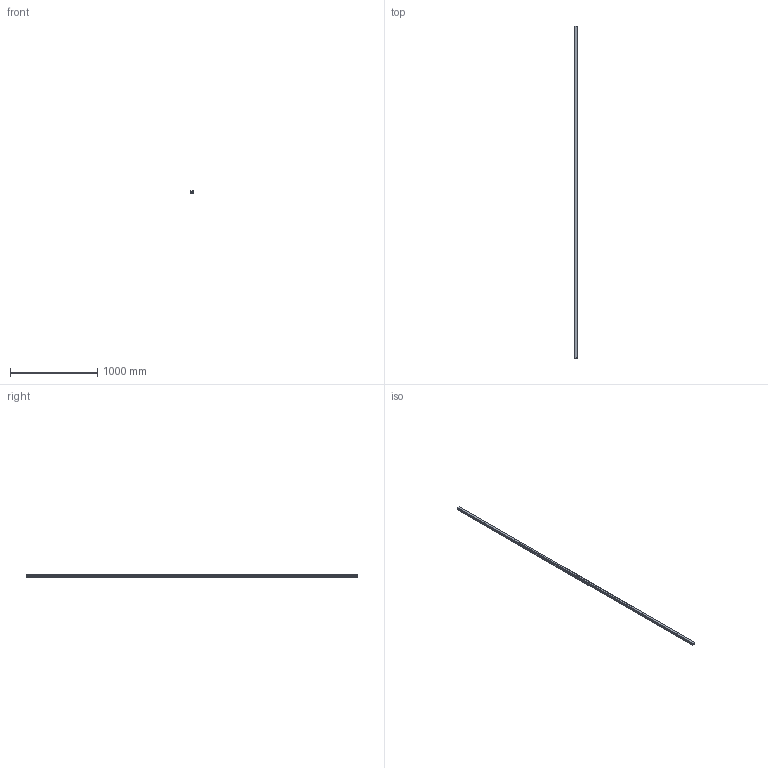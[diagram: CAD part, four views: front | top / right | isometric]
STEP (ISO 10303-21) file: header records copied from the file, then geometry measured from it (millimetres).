
FILE_DESCRIPTION(('STEP AP214'),'1');
FILE_NAME('cctmp_94A4EC86-104B-4EDB-B9DD-EA233469B3BA_2021_01_27_12_15_01_0358..stp','2021-01-27T11:15:01',('HIWIN GmbH'),('CADClick - www.CADClick.com'),'Spatial InterOp 3D',' ','unknown authorization');
FILE_SCHEMA(('AUTOMOTIVE_DESIGN'));
Length unit declared in the file: millimetre
Products named in the file (1): HGR35T3810C_FILE
Bounding box: 34 x 3810 x 29 mm (x, y, z)
Volume: 3213382 mm3; surface area: 515762.1 mm2
Topology: 1 solids, 1 shells, 307 faces, 807 edges, 458 vertices
Faces by surface type: cylinder 118, cone 96, plane 93
Entity records: 11177 total; most frequent: DIRECTION 1563, CARTESIAN_POINT 1477, ORIENTED_EDGE 1422, EDGE_CURVE 711, AXIS2_PLACEMENT_3D 544, LINE 475, VECTOR 475, VERTEX_POINT 458
